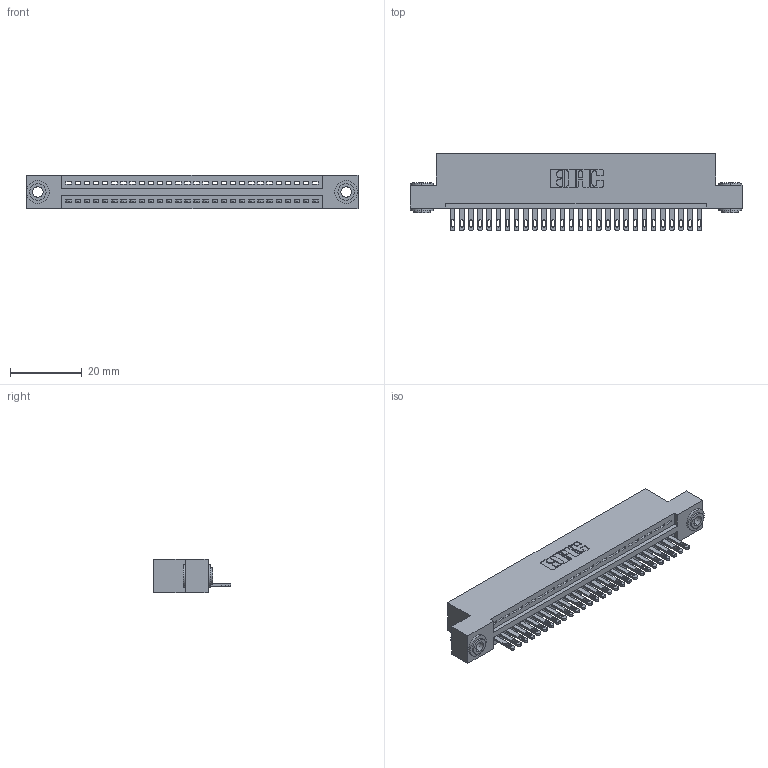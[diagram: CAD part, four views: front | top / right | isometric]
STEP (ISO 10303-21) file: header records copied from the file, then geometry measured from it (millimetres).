
FILE_DESCRIPTION (( 'STEP AP203' ), '1' );
FILE_NAME ('345-028-500-103.STEP', '2019-10-07T04:45:46', ( '' ), ( '' ), 'SwSTEP 2.0', 'SolidWorks 2016', '' );
FILE_SCHEMA (( 'CONFIG_CONTROL_DESIGN' ));
Length unit declared in the file: inch
Products named in the file (4): 345-028-500-103; 345-292-001_345-293-100; 345-250-002_345-250-002-102; 345 Part_Flush Mounting Lugs - 0.156 Dia-TH
Assembly tree (31 placements, depth 2):
  345-028-500-103
    345 Part_Flush Mounting Lugs - 0.156 Dia-TH
    345-292-001_345-293-100  x28
    345-250-002_345-250-002-102  x2
Bounding box: 92.33 x 21.51 x 9.4 mm (x, y, z)
Volume: 8691.5 mm3; surface area: 11637.4 mm2
Topology: 31 solids, 31 shells, 1676 faces, 5121 edges, 3410 vertices
Faces by surface type: plane 1042, cylinder 626, cone 8
Entity records: 23538 total; most frequent: CARTESIAN_POINT 4055, ORIENTED_EDGE 4010, DIRECTION 3595, EDGE_CURVE 2005, LINE 1733, VECTOR 1733, VERTEX_POINT 1334, AXIS2_PLACEMENT_3D 931
